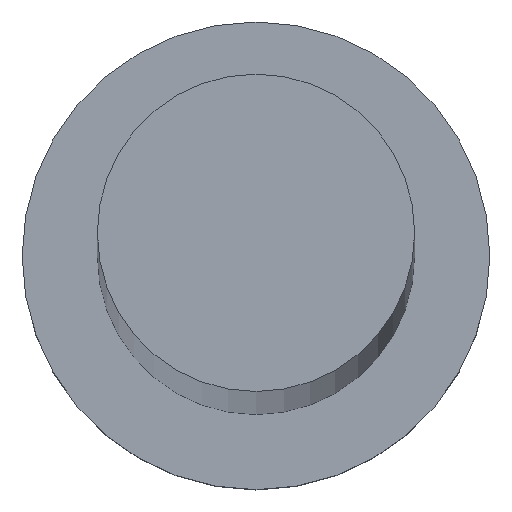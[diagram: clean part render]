
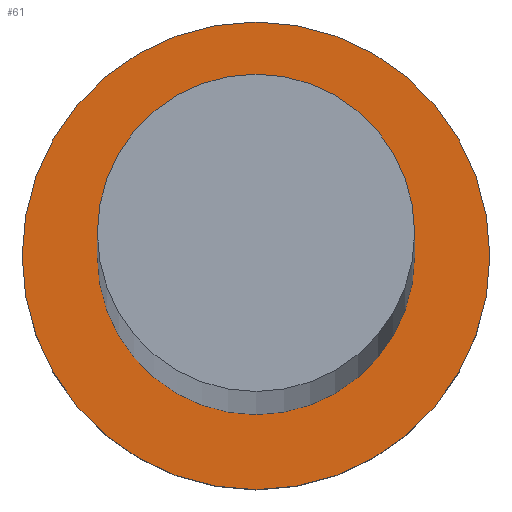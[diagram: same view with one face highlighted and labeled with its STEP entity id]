
A CAD part, top view. The second image highlights one B-rep face of the part: STEP entity #61.
In plain terms, the highlighted planar face has unit normal (0, 0, 1).
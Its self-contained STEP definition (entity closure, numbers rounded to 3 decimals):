
#14 = ORIENTED_EDGE ( 'NONE', *, *, #251, .T. ) ;
#21 = DIRECTION ( 'NONE',  ( 0., 0., 1. ) ) ;
#22 = EDGE_CURVE ( 'NONE', #23, #92, #210, .T. ) ;
#23 = VERTEX_POINT ( 'NONE', #132 ) ;
#40 = CARTESIAN_POINT ( 'NONE',  ( 0., 0., 5. ) ) ;
#55 = AXIS2_PLACEMENT_3D ( 'NONE', #81, #142, #74 ) ;
#59 = DIRECTION ( 'NONE',  ( 0., 0., 1. ) ) ;
#60 = CARTESIAN_POINT ( 'NONE',  ( 7., 0., 5. ) ) ;
#61 = ADVANCED_FACE ( 'NONE', ( #173, #130 ), #211, .T. ) ;
#64 = CARTESIAN_POINT ( 'NONE',  ( -4.75, 0., 5. ) ) ;
#71 = DIRECTION ( 'NONE',  ( 1., 0., 0. ) ) ;
#73 = CARTESIAN_POINT ( 'NONE',  ( 4.75, 0., 5. ) ) ;
#74 = DIRECTION ( 'NONE',  ( 1., 0., 0. ) ) ;
#81 = CARTESIAN_POINT ( 'NONE',  ( 0., 0., 5. ) ) ;
#83 = VERTEX_POINT ( 'NONE', #73 ) ;
#88 = DIRECTION ( 'NONE',  ( 0., 0., 1. ) ) ;
#92 = VERTEX_POINT ( 'NONE', #60 ) ;
#96 = DIRECTION ( 'NONE',  ( 1., 0., 0. ) ) ;
#102 = VERTEX_POINT ( 'NONE', #64 ) ;
#112 = CARTESIAN_POINT ( 'NONE',  ( 0., 0., 5. ) ) ;
#113 = ORIENTED_EDGE ( 'NONE', *, *, #22, .T. ) ;
#126 = EDGE_CURVE ( 'NONE', #102, #83, #138, .T. ) ;
#130 = FACE_OUTER_BOUND ( 'NONE', #206, .T. ) ;
#132 = CARTESIAN_POINT ( 'NONE',  ( -7., 0., 5. ) ) ;
#138 = CIRCLE ( 'NONE', #170, 4.75 ) ;
#141 = ORIENTED_EDGE ( 'NONE', *, *, #126, .F. ) ;
#142 = DIRECTION ( 'NONE',  ( 0., 0., 1. ) ) ;
#154 = DIRECTION ( 'NONE',  ( 1., 0., 0. ) ) ;
#155 = AXIS2_PLACEMENT_3D ( 'NONE', #215, #59, #96 ) ;
#170 = AXIS2_PLACEMENT_3D ( 'NONE', #40, #21, #154 ) ;
#171 = EDGE_LOOP ( 'NONE', ( #141, #217 ) ) ;
#173 = FACE_BOUND ( 'NONE', #171, .T. ) ;
#190 = AXIS2_PLACEMENT_3D ( 'NONE', #191, #88, #71 ) ;
#191 = CARTESIAN_POINT ( 'NONE',  ( 0., 0., 5. ) ) ;
#196 = AXIS2_PLACEMENT_3D ( 'NONE', #112, #227, #249 ) ;
#205 = CIRCLE ( 'NONE', #155, 7. ) ;
#206 = EDGE_LOOP ( 'NONE', ( #113, #14 ) ) ;
#210 = CIRCLE ( 'NONE', #196, 7. ) ;
#211 = PLANE ( 'NONE',  #190 ) ;
#215 = CARTESIAN_POINT ( 'NONE',  ( 0., 0., 5. ) ) ;
#217 = ORIENTED_EDGE ( 'NONE', *, *, #248, .F. ) ;
#227 = DIRECTION ( 'NONE',  ( 0., 0., 1. ) ) ;
#248 = EDGE_CURVE ( 'NONE', #83, #102, #253, .T. ) ;
#249 = DIRECTION ( 'NONE',  ( 1., 0., 0. ) ) ;
#251 = EDGE_CURVE ( 'NONE', #92, #23, #205, .T. ) ;
#253 = CIRCLE ( 'NONE', #55, 4.75 ) ;
